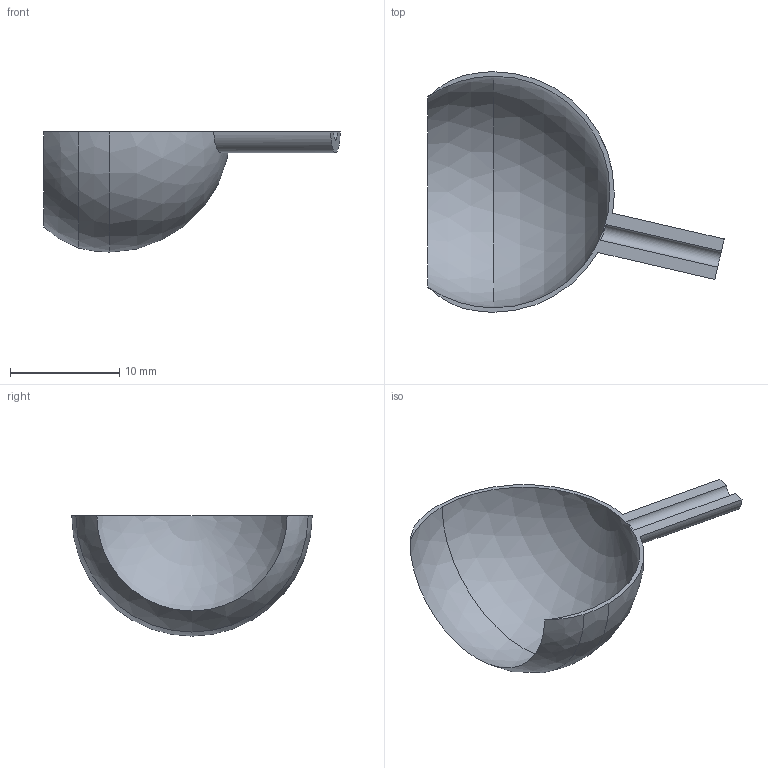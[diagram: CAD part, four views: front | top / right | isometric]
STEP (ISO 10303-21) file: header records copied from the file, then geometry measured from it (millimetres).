
FILE_DESCRIPTION (( 'STEP AP203' ), '1' );
FILE_NAME ('retina.STEP', '2019-11-30T22:51:10', ( '' ), ( '' ), 'SwSTEP 2.0', 'SolidWorks 2019', '' );
FILE_SCHEMA (( 'CONFIG_CONTROL_DESIGN' ));
Length unit declared in the file: millimetre
Products named in the file (1): retina
Bounding box: 27.1 x 22 x 11 mm (x, y, z)
Volume: 262.9 mm3; surface area: 1279.9 mm2
Topology: 1 solids, 1 shells, 10 faces, 30 edges, 20 vertices
Faces by surface type: sphere 5, plane 2, cylinder 2, bspline 1
Entity records: 505 total; most frequent: CARTESIAN_POINT 173, DIRECTION 58, ORIENTED_EDGE 52, AXIS2_PLACEMENT_3D 26, EDGE_CURVE 26, VERTEX_POINT 18, CIRCLE 16, ADVANCED_FACE 10
